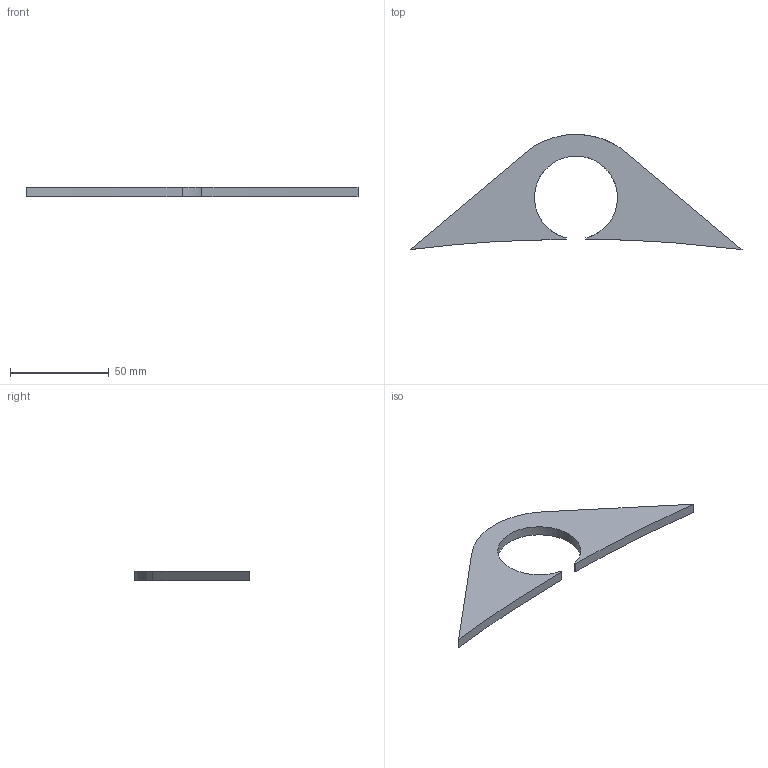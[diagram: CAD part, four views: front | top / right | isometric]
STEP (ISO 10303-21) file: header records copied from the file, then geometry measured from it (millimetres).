
FILE_DESCRIPTION (( 'STEP AP203' ), '1' );
FILE_NAME ('AynalamaAynalamaYAPI_plastik cmurluk bru ust bayrak.IGS_Default_sldprt.STEP', '2023-01-17T08:09:32', ( '' ), ( '' ), 'SwSTEP 2.0', 'SolidWorks 2019', '' );
FILE_SCHEMA (( 'CONFIG_CONTROL_DESIGN' ));
Length unit declared in the file: millimetre
Products named in the file (1): AynalamaAynalamaYAPI_plastik cmurluk bru ust bayrak.IGS_Default_sldprt
Bounding box: 168 x 58.26 x 5 mm (x, y, z)
Volume: 18586.3 mm3; surface area: 9882.1 mm2
Topology: 1 solids, 1 shells, 12 faces, 30 edges, 20 vertices
Faces by surface type: bspline 12
Entity records: 495 total; most frequent: CARTESIAN_POINT 236, ORIENTED_EDGE 60, EDGE_CURVE 30, B_SPLINE_CURVE_WITH_KNOTS 23, VERTEX_POINT 20, ADVANCED_FACE 12, EDGE_LOOP 12, FACE_OUTER_BOUND 12
